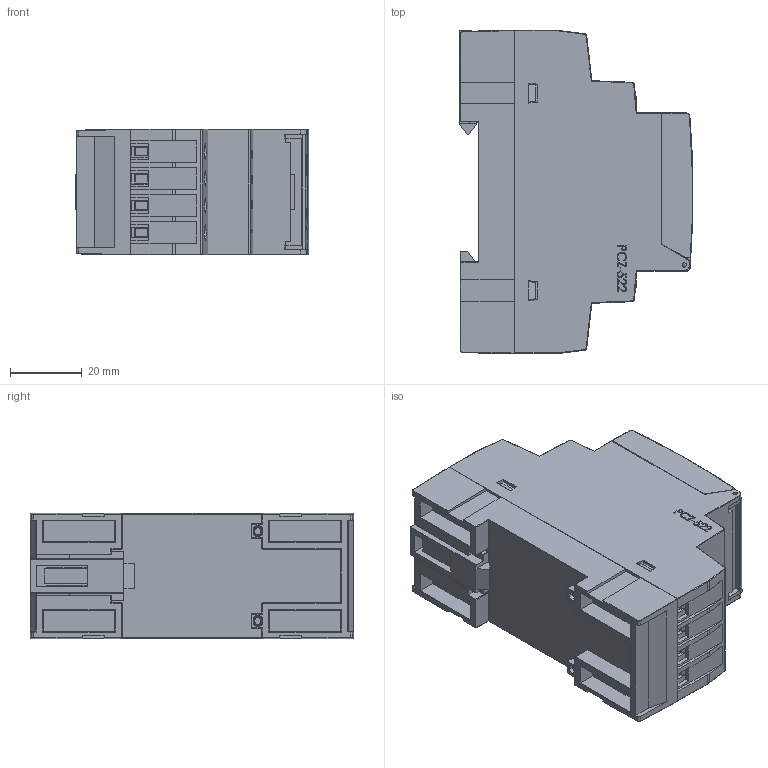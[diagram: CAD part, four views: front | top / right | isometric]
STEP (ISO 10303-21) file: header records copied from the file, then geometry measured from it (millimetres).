
FILE_DESCRIPTION(('STEP AP242'), '1');
FILE_NAME('PCZ-522 ñáîðêà', '', ('UNSPECIFIED'), ('UNSPECIFIED'), 'C3D Converter', 'C3D Toolkit', '');
FILE_SCHEMA(('AP242_MANAGED_MODEL_BASED_3D_ENGINEERING_MIM_LF { 1 0 10303 442 1 1 4 }'));
Length unit declared in the file: millimetre
Assembly tree (15 placements, depth 3):
  (unnamed)
    (unnamed)
    (unnamed)
    (unnamed)
      (unnamed)
    (unnamed)  x4
      (unnamed)
    (unnamed)
    (unnamed)  x4
Bounding box: 65.17 x 90 x 35.02 mm (x, y, z)
Volume: 47743.6 mm3; surface area: 53373.7 mm2
Topology: 51 solids, 51 shells, 1881 faces, 4760 edges, 3036 vertices
Faces by surface type: plane 1044, extrusion 309, cylinder 295, bspline 119, torus 54, cone 44, sphere 16
Full cylindrical faces by diameter (mm): 1 x18, 1.2 x3, 2 x9, 3.5 x8, 4 x5, 4.5 x8
Entity records: 99816 total; most frequent: CARTESIAN_POINT 59230, ORIENTED_EDGE 7898, DIRECTION 6111, EDGE_CURVE 3949, VECTOR 2867, LINE 2558, VERTEX_POINT 2540, EDGE_LOOP 1693
